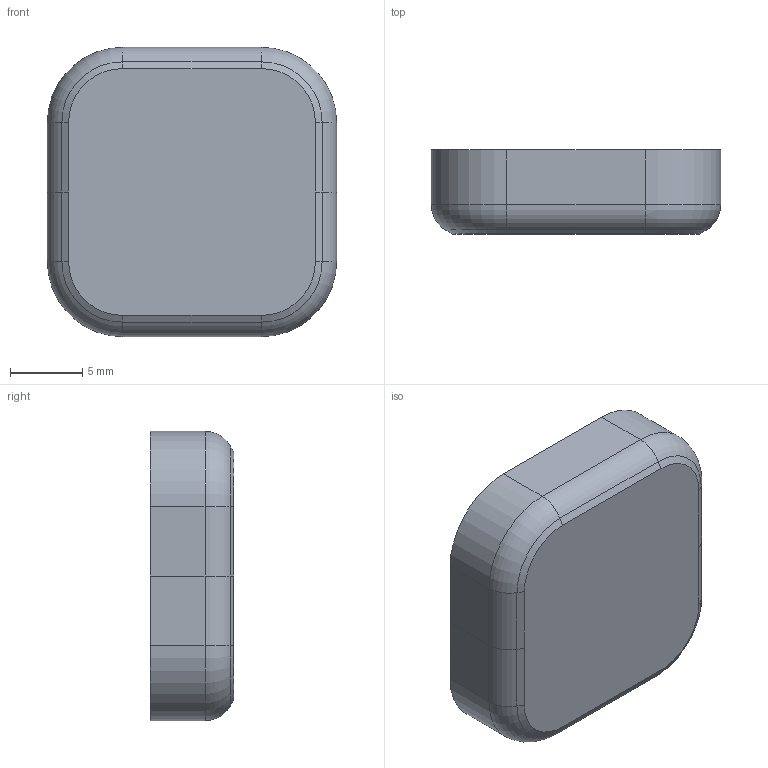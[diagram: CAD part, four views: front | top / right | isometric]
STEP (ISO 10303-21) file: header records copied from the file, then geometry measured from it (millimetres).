
FILE_DESCRIPTION (( 'STEP AP214' ), '1' );
FILE_NAME ('Button V4 Sq 20mm.STEP', '2022-10-16T11:48:17', ( '' ), ( '' ), 'SwSTEP 2.0', 'SolidWorks 2022', '' );
FILE_SCHEMA (( 'AUTOMOTIVE_DESIGN' ));
Length unit declared in the file: millimetre
Products named in the file (1): Button V4 Sq 20mm
Bounding box: 20 x 5.8 x 20 mm (x, y, z)
Volume: 1016.8 mm3; surface area: 1418.7 mm2
Topology: 1 solids, 1 shells, 78 faces, 172 edges, 98 vertices
Faces by surface type: plane 44, cylinder 16, cone 10, torus 8
Entity records: 2122 total; most frequent: DIRECTION 382, CARTESIAN_POINT 349, ORIENTED_EDGE 344, EDGE_CURVE 172, AXIS2_PLACEMENT_3D 131, LINE 120, VECTOR 120, VERTEX_POINT 98
